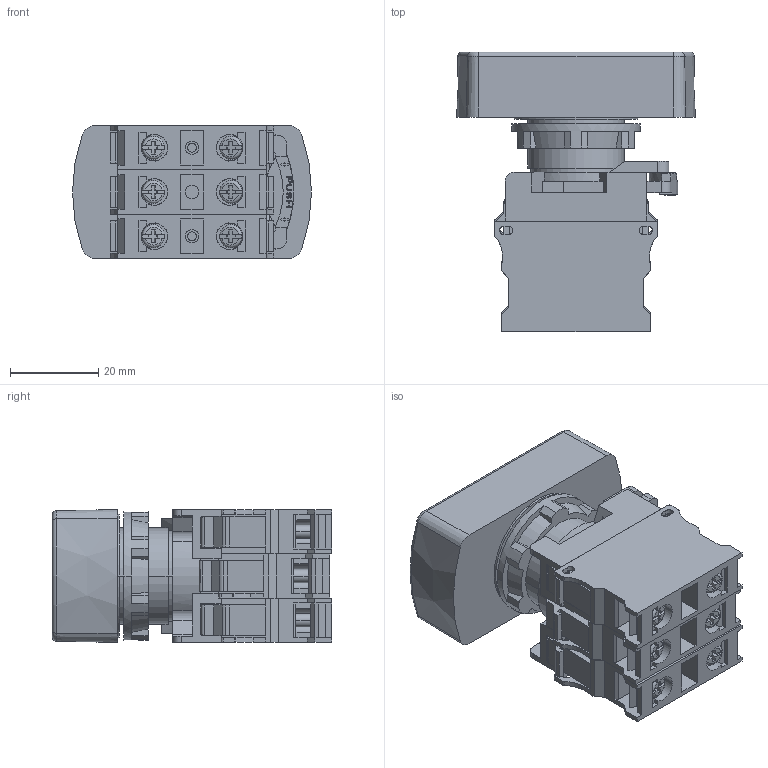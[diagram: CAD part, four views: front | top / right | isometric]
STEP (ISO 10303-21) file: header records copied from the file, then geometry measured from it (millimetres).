
FILE_DESCRIPTION((''),'2;1');
FILE_NAME('LA167-D8E-11X-2_ASM','2024-03-14T',('Administrator'),('zyb.com'),'PRO/ENGINEER BY PARAMETRIC TECHNOLOGY CORPORATION, 2010280','PRO/ENGINEER BY PARAMETRIC TECHNOLOGY CORPORATION, 2010280','');
FILE_SCHEMA(('CONFIG_CONTROL_DESIGN','SHAPE_APPEARANCE_LAYERS_GROUPS'));
Length unit declared in the file: millimetre
Products named in the file (5): Y20240312002; Y20240312001; Y202403120112; Y20240312007; LA167-D8E-11X-2_ASM
Assembly tree (5 placements, depth 2):
  LA167-D8E-11X-2_ASM
    Y20240312002
    Y20240312001  x2
    Y202403120112
    Y20240312007
Bounding box: 54 x 63.2 x 30 mm (x, y, z)
Volume: 58022.9 mm3; surface area: 30743.5 mm2
Topology: 6 solids, 6 shells, 1171 faces, 3329 edges, 2183 vertices
Faces by surface type: plane 901, cylinder 222, torus 22, cone 13, sphere 6, extrusion 4, bspline 3
Entity records: 31970 total; most frequent: CARTESIAN_POINT 6249, ORIENTED_EDGE 5490, DIRECTION 5134, EDGE_CURVE 2745, VECTOR 2130, LINE 2126, VERTEX_POINT 1801, AXIS2_PLACEMENT_3D 1502
